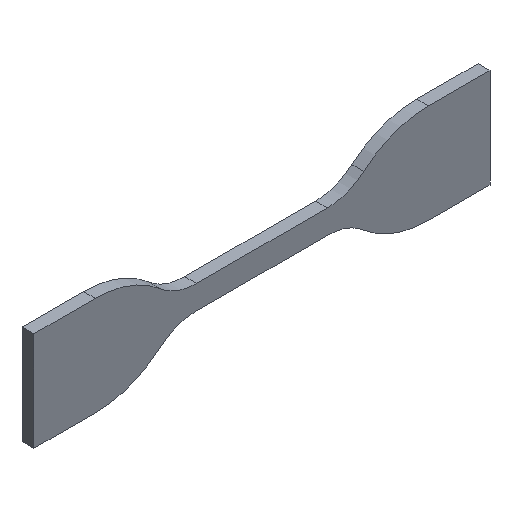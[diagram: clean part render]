
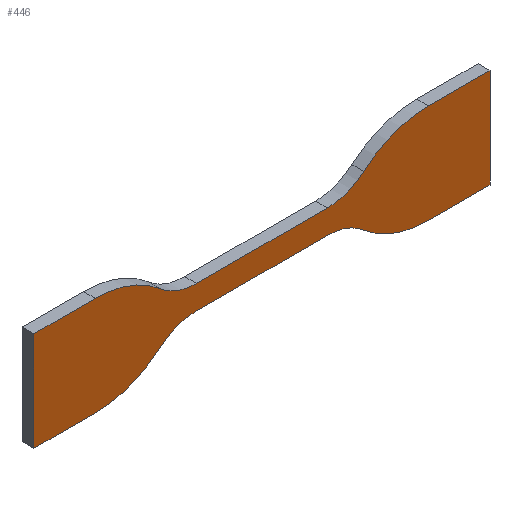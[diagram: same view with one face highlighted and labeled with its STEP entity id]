
A CAD part, isometric view. The second image highlights one B-rep face of the part: STEP entity #446.
In plain terms, the highlighted planar face has unit normal (0, -1, 0).
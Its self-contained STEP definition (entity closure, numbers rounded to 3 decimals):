
#10 = VERTEX_POINT ( 'NONE', #337 ) ;
#13 = VERTEX_POINT ( 'NONE', #240 ) ;
#14 = VECTOR ( 'NONE', #317, 1000. ) ;
#19 = DIRECTION ( 'NONE',  ( 0., 1., 0. ) ) ;
#21 = DIRECTION ( 'NONE',  ( 0., 1., 0. ) ) ;
#34 = AXIS2_PLACEMENT_3D ( 'NONE', #323, #409, #234 ) ;
#36 = EDGE_CURVE ( 'NONE', #484, #10, #471, .T. ) ;
#39 = DIRECTION ( 'NONE',  ( 0., 0., 1. ) ) ;
#42 = CARTESIAN_POINT ( 'NONE',  ( 21.005, -0.75, -6.25 ) ) ;
#48 = CARTESIAN_POINT ( 'NONE',  ( -21.005, -0.75, -6.25 ) ) ;
#61 = AXIS2_PLACEMENT_3D ( 'NONE', #139, #171, #548 ) ;
#63 = VERTEX_POINT ( 'NONE', #289 ) ;
#67 = CARTESIAN_POINT ( 'NONE',  ( 28.75, -0.75, -6.25 ) ) ;
#69 = CARTESIAN_POINT ( 'NONE',  ( 8.25, -0.75, 1.5 ) ) ;
#71 = VECTOR ( 'NONE', #435, 1000. ) ;
#73 = LINE ( 'NONE', #260, #83 ) ;
#80 = EDGE_CURVE ( 'NONE', #172, #99, #110, .T. ) ;
#81 = DIRECTION ( 'NONE',  ( 0., -1., 0. ) ) ;
#83 = VECTOR ( 'NONE', #300, 1000. ) ;
#88 = LINE ( 'NONE', #268, #485 ) ;
#99 = VERTEX_POINT ( 'NONE', #69 ) ;
#106 = VERTEX_POINT ( 'NONE', #531 ) ;
#109 = EDGE_CURVE ( 'NONE', #258, #13, #399, .T. ) ;
#110 = CIRCLE ( 'NONE', #370, 7. ) ;
#113 = CARTESIAN_POINT ( 'NONE',  ( 12.829, -0.75, 3.205 ) ) ;
#117 = DIRECTION ( 'NONE',  ( 0., 0., 1. ) ) ;
#124 = CARTESIAN_POINT ( 'NONE',  ( -8.25, -0.75, -1.5 ) ) ;
#133 = CARTESIAN_POINT ( 'NONE',  ( 0., -0.75, -1.5 ) ) ;
#134 = ORIENTED_EDGE ( 'NONE', *, *, #423, .F. ) ;
#139 = CARTESIAN_POINT ( 'NONE',  ( -21.005, -0.75, -6.25 ) ) ;
#143 = DIRECTION ( 'NONE',  ( 0., -1., 0. ) ) ;
#155 = CIRCLE ( 'NONE', #509, 12.5 ) ;
#161 = CARTESIAN_POINT ( 'NONE',  ( -21.005, -0.75, 6.25 ) ) ;
#164 = CARTESIAN_POINT ( 'NONE',  ( -12.829, -0.75, 3.205 ) ) ;
#171 = DIRECTION ( 'NONE',  ( 0., 1., 0. ) ) ;
#172 = VERTEX_POINT ( 'NONE', #113 ) ;
#179 = DIRECTION ( 'NONE',  ( 0., 0., -1. ) ) ;
#182 = EDGE_CURVE ( 'NONE', #63, #328, #155, .T. ) ;
#203 = CARTESIAN_POINT ( 'NONE',  ( 8.25, -0.75, 8.5 ) ) ;
#208 = DIRECTION ( 'NONE',  ( 1., 0., 0. ) ) ;
#212 = VERTEX_POINT ( 'NONE', #164 ) ;
#218 = FACE_OUTER_BOUND ( 'NONE', #395, .T. ) ;
#222 = CARTESIAN_POINT ( 'NONE',  ( 21.005, -0.75, -6.25 ) ) ;
#225 = LINE ( 'NONE', #133, #14 ) ;
#229 = AXIS2_PLACEMENT_3D ( 'NONE', #589, #578, #117 ) ;
#234 = DIRECTION ( 'NONE',  ( 0., 0., 1. ) ) ;
#238 = AXIS2_PLACEMENT_3D ( 'NONE', #42, #143, #270 ) ;
#240 = CARTESIAN_POINT ( 'NONE',  ( -21.005, -0.75, 6.25 ) ) ;
#248 = ORIENTED_EDGE ( 'NONE', *, *, #419, .T. ) ;
#249 = EDGE_CURVE ( 'NONE', #488, #63, #452, .T. ) ;
#252 = DIRECTION ( 'NONE',  ( 0., 0., -1. ) ) ;
#253 = CIRCLE ( 'NONE', #372, 12.5 ) ;
#256 = DIRECTION ( 'NONE',  ( 0., -1., 0. ) ) ;
#258 = VERTEX_POINT ( 'NONE', #557 ) ;
#259 = EDGE_CURVE ( 'NONE', #357, #410, #225, .T. ) ;
#260 = CARTESIAN_POINT ( 'NONE',  ( 0., -0.75, 1.5 ) ) ;
#264 = DIRECTION ( 'NONE',  ( 0., 0., -1. ) ) ;
#265 = ORIENTED_EDGE ( 'NONE', *, *, #109, .F. ) ;
#267 = EDGE_CURVE ( 'NONE', #414, #410, #349, .T. ) ;
#268 = CARTESIAN_POINT ( 'NONE',  ( -21.005, -0.75, -6.25 ) ) ;
#269 = ORIENTED_EDGE ( 'NONE', *, *, #36, .T. ) ;
#270 = DIRECTION ( 'NONE',  ( 0., 0., 1. ) ) ;
#275 = VECTOR ( 'NONE', #553, 1000. ) ;
#282 = CARTESIAN_POINT ( 'NONE',  ( 28.75, -0.75, 6.25 ) ) ;
#283 = DIRECTION ( 'NONE',  ( -1., 0., 0. ) ) ;
#289 = CARTESIAN_POINT ( 'NONE',  ( 21.005, -0.75, -6.25 ) ) ;
#296 = CARTESIAN_POINT ( 'NONE',  ( -12.829, -0.75, -3.205 ) ) ;
#300 = DIRECTION ( 'NONE',  ( -1., 0., 0. ) ) ;
#304 = ORIENTED_EDGE ( 'NONE', *, *, #267, .T. ) ;
#310 = EDGE_CURVE ( 'NONE', #13, #212, #584, .T. ) ;
#311 = CARTESIAN_POINT ( 'NONE',  ( -28.75, -0.75, -6.25 ) ) ;
#315 = EDGE_CURVE ( 'NONE', #360, #511, #88, .T. ) ;
#317 = DIRECTION ( 'NONE',  ( -1., 0., 0. ) ) ;
#323 = CARTESIAN_POINT ( 'NONE',  ( -8.25, -0.75, -8.5 ) ) ;
#325 = VECTOR ( 'NONE', #283, 1000. ) ;
#328 = VERTEX_POINT ( 'NONE', #404 ) ;
#334 = CIRCLE ( 'NONE', #238, 12.5 ) ;
#337 = CARTESIAN_POINT ( 'NONE',  ( 21.005, -0.75, 6.25 ) ) ;
#338 = ORIENTED_EDGE ( 'NONE', *, *, #310, .F. ) ;
#349 = CIRCLE ( 'NONE', #34, 7. ) ;
#356 = EDGE_CURVE ( 'NONE', #258, #360, #401, .T. ) ;
#357 = VERTEX_POINT ( 'NONE', #542 ) ;
#358 = CARTESIAN_POINT ( 'NONE',  ( -28.75, -0.75, -6.25 ) ) ;
#360 = VERTEX_POINT ( 'NONE', #311 ) ;
#361 = CARTESIAN_POINT ( 'NONE',  ( -8.25, -0.75, 8.5 ) ) ;
#362 = CIRCLE ( 'NONE', #408, 7. ) ;
#367 = ORIENTED_EDGE ( 'NONE', *, *, #80, .T. ) ;
#368 = DIRECTION ( 'NONE',  ( 0., -1., 0. ) ) ;
#369 = EDGE_CURVE ( 'NONE', #99, #106, #73, .T. ) ;
#370 = AXIS2_PLACEMENT_3D ( 'NONE', #203, #19, #565 ) ;
#371 = ORIENTED_EDGE ( 'NONE', *, *, #369, .T. ) ;
#372 = AXIS2_PLACEMENT_3D ( 'NONE', #442, #256, #538 ) ;
#383 = EDGE_CURVE ( 'NONE', #484, #488, #486, .T. ) ;
#395 = EDGE_LOOP ( 'NONE', ( #371, #453, #338, #265, #558, #432, #248, #304, #425, #134, #525, #403, #522, #269, #417, #367 ) ) ;
#399 = LINE ( 'NONE', #161, #420 ) ;
#401 = LINE ( 'NONE', #358, #562 ) ;
#403 = ORIENTED_EDGE ( 'NONE', *, *, #249, .F. ) ;
#404 = CARTESIAN_POINT ( 'NONE',  ( 12.829, -0.75, -3.205 ) ) ;
#408 = AXIS2_PLACEMENT_3D ( 'NONE', #439, #81, #39 ) ;
#409 = DIRECTION ( 'NONE',  ( 0., 1., 0. ) ) ;
#410 = VERTEX_POINT ( 'NONE', #124 ) ;
#414 = VERTEX_POINT ( 'NONE', #296 ) ;
#417 = ORIENTED_EDGE ( 'NONE', *, *, #527, .T. ) ;
#419 = EDGE_CURVE ( 'NONE', #511, #414, #253, .T. ) ;
#420 = VECTOR ( 'NONE', #208, 1000. ) ;
#423 = EDGE_CURVE ( 'NONE', #328, #357, #362, .T. ) ;
#425 = ORIENTED_EDGE ( 'NONE', *, *, #259, .F. ) ;
#430 = CARTESIAN_POINT ( 'NONE',  ( 21.005, -0.75, 6.25 ) ) ;
#432 = ORIENTED_EDGE ( 'NONE', *, *, #315, .T. ) ;
#435 = DIRECTION ( 'NONE',  ( 0., 0., -1. ) ) ;
#439 = CARTESIAN_POINT ( 'NONE',  ( 8.25, -0.75, -8.5 ) ) ;
#442 = CARTESIAN_POINT ( 'NONE',  ( -21.005, -0.75, 6.25 ) ) ;
#446 = ADVANCED_FACE ( 'NONE', ( #218 ), #533, .F. ) ;
#451 = DIRECTION ( 'NONE',  ( 1., 0., 0. ) ) ;
#452 = LINE ( 'NONE', #222, #275 ) ;
#453 = ORIENTED_EDGE ( 'NONE', *, *, #501, .F. ) ;
#454 = CARTESIAN_POINT ( 'NONE',  ( 28.75, -0.75, -6.25 ) ) ;
#471 = LINE ( 'NONE', #430, #325 ) ;
#477 = AXIS2_PLACEMENT_3D ( 'NONE', #361, #368, #179 ) ;
#484 = VERTEX_POINT ( 'NONE', #282 ) ;
#485 = VECTOR ( 'NONE', #451, 1000. ) ;
#486 = LINE ( 'NONE', #67, #71 ) ;
#488 = VERTEX_POINT ( 'NONE', #454 ) ;
#501 = EDGE_CURVE ( 'NONE', #212, #106, #537, .T. ) ;
#509 = AXIS2_PLACEMENT_3D ( 'NONE', #587, #21, #264 ) ;
#511 = VERTEX_POINT ( 'NONE', #48 ) ;
#522 = ORIENTED_EDGE ( 'NONE', *, *, #383, .F. ) ;
#525 = ORIENTED_EDGE ( 'NONE', *, *, #182, .F. ) ;
#527 = EDGE_CURVE ( 'NONE', #10, #172, #334, .T. ) ;
#531 = CARTESIAN_POINT ( 'NONE',  ( -8.25, -0.75, 1.5 ) ) ;
#533 = PLANE ( 'NONE',  #229 ) ;
#537 = CIRCLE ( 'NONE', #477, 7. ) ;
#538 = DIRECTION ( 'NONE',  ( 0., 0., -1. ) ) ;
#542 = CARTESIAN_POINT ( 'NONE',  ( 8.25, -0.75, -1.5 ) ) ;
#548 = DIRECTION ( 'NONE',  ( 0., 0., 1. ) ) ;
#553 = DIRECTION ( 'NONE',  ( -1., 0., 0. ) ) ;
#557 = CARTESIAN_POINT ( 'NONE',  ( -28.75, -0.75, 6.25 ) ) ;
#558 = ORIENTED_EDGE ( 'NONE', *, *, #356, .T. ) ;
#562 = VECTOR ( 'NONE', #252, 1000. ) ;
#565 = DIRECTION ( 'NONE',  ( 0., 0., -1. ) ) ;
#578 = DIRECTION ( 'NONE',  ( 0., 1., 0. ) ) ;
#584 = CIRCLE ( 'NONE', #61, 12.5 ) ;
#587 = CARTESIAN_POINT ( 'NONE',  ( 21.005, -0.75, 6.25 ) ) ;
#589 = CARTESIAN_POINT ( 'NONE',  ( 8.25, -0.75, -8.5 ) ) ;
